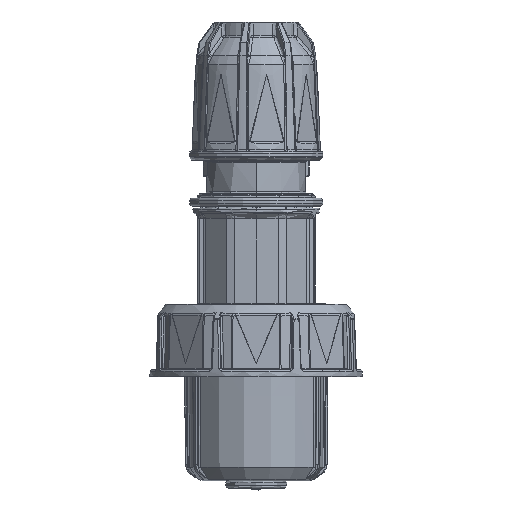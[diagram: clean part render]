
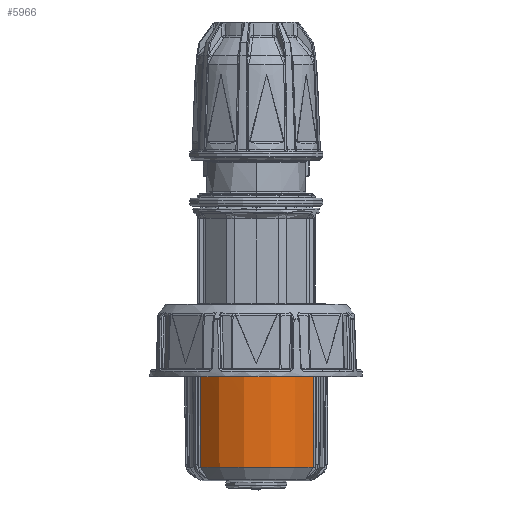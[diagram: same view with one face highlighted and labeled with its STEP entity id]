
A CAD part, front view. The second image highlights one B-rep face of the part: STEP entity #5966.
In plain terms, the highlighted conical face has half-angle 0.5 degrees and reference radius 20.6 mm.
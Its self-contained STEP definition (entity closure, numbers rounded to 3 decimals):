
#26 = CARTESIAN_POINT ( 'NONE',  ( 17.299, -10.66, -17.185 ) ) ;
#1974 = EDGE_CURVE ( 'NONE', #77530, #6508, #39753, .T. ) ;
#2685 = AXIS2_PLACEMENT_3D ( 'NONE', #49372, #12873, #55512 ) ;
#4033 = CARTESIAN_POINT ( 'NONE',  ( -16.898, -11.275, -17.852 ) ) ;
#5905 = CIRCLE ( 'NONE', #2685, 20.314 ) ;
#5966 = ADVANCED_FACE ( 'NONE', ( #66162 ), #64289, .T. ) ;
#6163 = CARTESIAN_POINT ( 'NONE',  ( 17.305, -10.679, -15.519 ) ) ;
#6508 = VERTEX_POINT ( 'NONE', #66989 ) ;
#7492 = CARTESIAN_POINT ( 'NONE',  ( 17.297, -10.653, -17.852 ) ) ;
#10084 = DIRECTION ( 'NONE',  ( -1., -0.018, 0. ) ) ;
#10271 = VERTEX_POINT ( 'NONE', #7492 ) ;
#12294 = CARTESIAN_POINT ( 'NONE',  ( 17.313, -10.709, -12.852 ) ) ;
#12873 = DIRECTION ( 'NONE',  ( 0., 0., 1. ) ) ;
#15949 = CARTESIAN_POINT ( 'NONE',  ( 0., 0., 14.95 ) ) ;
#15975 = ORIENTED_EDGE ( 'NONE', *, *, #1974, .T. ) ;
#16035 = CARTESIAN_POINT ( 'NONE',  ( -16.986, -11.632, 13.454 ) ) ;
#17316 = ORIENTED_EDGE ( 'NONE', *, *, #66299, .T. ) ;
#17583 = CARTESIAN_POINT ( 'NONE',  ( 0., 0., 14.454 ) ) ;
#18457 = CARTESIAN_POINT ( 'NONE',  ( 17.348, -10.83, -2.186 ) ) ;
#22170 = CARTESIAN_POINT ( 'NONE',  ( -16.979, -11.602, 10.788 ) ) ;
#23729 = DIRECTION ( 'NONE',  ( -1., -0.018, 0. ) ) ;
#24565 = CARTESIAN_POINT ( 'NONE',  ( 17.377, -10.933, 6.916 ) ) ;
#26984 = CARTESIAN_POINT ( 'NONE',  ( -16.989, -11.644, 14.454 ) ) ;
#27484 = AXIS2_PLACEMENT_3D ( 'NONE', #15949, #58597, #10084 ) ;
#28283 = CARTESIAN_POINT ( 'NONE',  ( -16.96, -11.526, 4.122 ) ) ;
#30186 = EDGE_CURVE ( 'NONE', #10271, #77530, #34488, .T. ) ;
#30264 = CARTESIAN_POINT ( 'NONE',  ( 17.401, -11.018, 14.454 ) ) ;
#30654 = CARTESIAN_POINT ( 'NONE',  ( 17.401, -11.018, 14.454 ) ) ;
#32491 = ORIENTED_EDGE ( 'NONE', *, *, #30186, .T. ) ;
#34443 = CARTESIAN_POINT ( 'NONE',  ( -16.93, -11.404, -6.544 ) ) ;
#34488 = B_SPLINE_CURVE_WITH_KNOTS ( 'NONE', 3,
 ( #73085, #36291, #26, #42673, #6163, #48778, #12294, #54942, #18457, #61081, #24565, #67208, #30654 ),
 .UNSPECIFIED., .F., .F.,
 ( 4, 3, 3, 3, 4 ),
 ( 0., 0.001, 0.005, 0.021, 0.032 ),
 .UNSPECIFIED. ) ;
#36291 = CARTESIAN_POINT ( 'NONE',  ( 17.298, -10.656, -17.518 ) ) ;
#36862 = AXIS2_PLACEMENT_3D ( 'NONE', #17583, #60229, #23729 ) ;
#38287 = VERTEX_POINT ( 'NONE', #59942 ) ;
#39753 = CIRCLE ( 'NONE', #36862, 20.596 ) ;
#40537 = CARTESIAN_POINT ( 'NONE',  ( -16.909, -11.318, -14.083 ) ) ;
#42673 = CARTESIAN_POINT ( 'NONE',  ( 17.3, -10.664, -16.852 ) ) ;
#47675 = ORIENTED_EDGE ( 'NONE', *, *, #69814, .T. ) ;
#48778 = CARTESIAN_POINT ( 'NONE',  ( 17.309, -10.694, -14.185 ) ) ;
#49372 = CARTESIAN_POINT ( 'NONE',  ( 0., 0., -17.852 ) ) ;
#52517 = CARTESIAN_POINT ( 'NONE',  ( -16.987, -11.636, 13.788 ) ) ;
#53449 = B_SPLINE_CURVE_WITH_KNOTS ( 'NONE', 3,
 ( #26984, #57908, #52517, #16035, #58678, #22170, #64834, #28283, #70961, #34443, #77106, #40537, #4033 ),
 .UNSPECIFIED., .F., .F.,
 ( 4, 3, 3, 3, 4 ),
 ( 0., 0.001, 0.005, 0.021, 0.032 ),
 .UNSPECIFIED. ) ;
#54942 = CARTESIAN_POINT ( 'NONE',  ( 17.331, -10.77, -7.519 ) ) ;
#55512 = DIRECTION ( 'NONE',  ( 1., 0.018, 0. ) ) ;
#57908 = CARTESIAN_POINT ( 'NONE',  ( -16.988, -11.64, 14.121 ) ) ;
#58597 = DIRECTION ( 'NONE',  ( 0., 0., 1. ) ) ;
#58678 = CARTESIAN_POINT ( 'NONE',  ( -16.982, -11.617, 12.121 ) ) ;
#59249 = EDGE_LOOP ( 'NONE', ( #17316, #32491, #15975, #47675 ) ) ;
#59942 = CARTESIAN_POINT ( 'NONE',  ( -16.898, -11.275, -17.852 ) ) ;
#60229 = DIRECTION ( 'NONE',  ( 0., 0., -1. ) ) ;
#61081 = CARTESIAN_POINT ( 'NONE',  ( 17.365, -10.89, 3.147 ) ) ;
#64289 = CONICAL_SURFACE ( 'NONE', #27484, 20.6, 0.009 ) ;
#64834 = CARTESIAN_POINT ( 'NONE',  ( -16.975, -11.587, 9.455 ) ) ;
#66162 = FACE_OUTER_BOUND ( 'NONE', #59249, .T. ) ;
#66299 = EDGE_CURVE ( 'NONE', #38287, #10271, #5905, .T. ) ;
#66989 = CARTESIAN_POINT ( 'NONE',  ( -16.989, -11.644, 14.454 ) ) ;
#67208 = CARTESIAN_POINT ( 'NONE',  ( 17.389, -10.975, 10.685 ) ) ;
#69814 = EDGE_CURVE ( 'NONE', #6508, #38287, #53449, .T. ) ;
#70961 = CARTESIAN_POINT ( 'NONE',  ( -16.945, -11.465, -1.211 ) ) ;
#73085 = CARTESIAN_POINT ( 'NONE',  ( 17.297, -10.653, -17.852 ) ) ;
#77106 = CARTESIAN_POINT ( 'NONE',  ( -16.919, -11.361, -10.313 ) ) ;
#77530 = VERTEX_POINT ( 'NONE', #30264 ) ;
